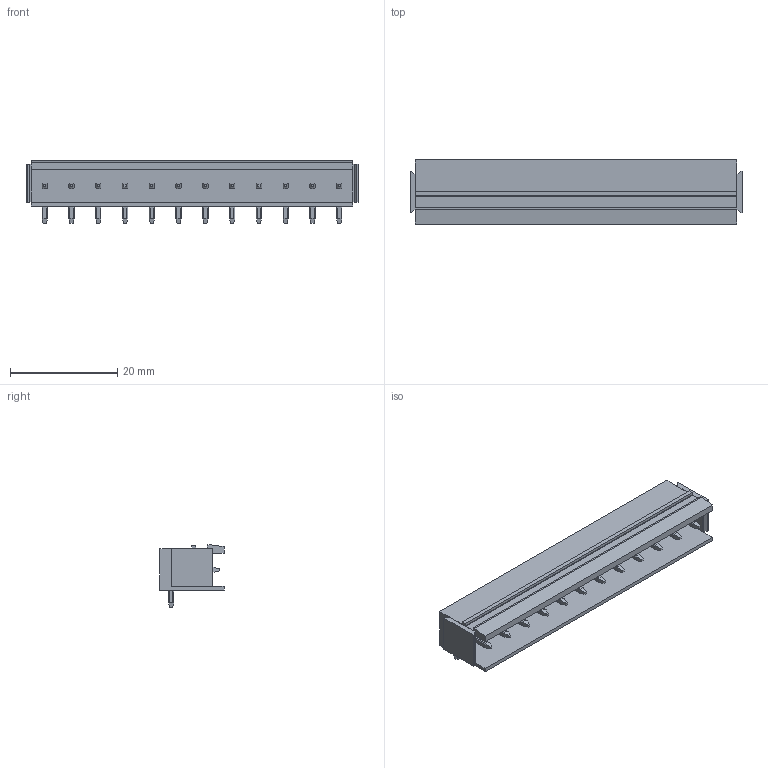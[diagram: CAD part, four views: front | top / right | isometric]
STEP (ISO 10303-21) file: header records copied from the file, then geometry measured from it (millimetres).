
FILE_DESCRIPTION(('CATIA V5 STEP Exchange','CAx-IF Rec.Pracs.--- Model Styling and Organization---1.2---2011-12-15'),'2;1');
FILE_NAME ('D1452923_0_1580960000_1580960000.stp','2018-10-13T04:39:20+00:00',('none'),('Weidmueller'),'CATIA Version 5-6 Release 2014','CATIA V5 STEP AP214','none');
FILE_SCHEMA(('AUTOMOTIVE_DESIGN { 1 0 10303 214 1 1 1 1 }'));
Length unit declared in the file: millimetre
Products named in the file (1): 1580960000
Bounding box: 62 x 12 x 11.7 mm (x, y, z)
Volume: 2788.8 mm3; surface area: 4728.1 mm2
Topology: 13 solids, 13 shells, 503 faces, 1323 edges, 846 vertices
Faces by surface type: plane 309, cylinder 194
Entity records: 13913 total; most frequent: CARTESIAN_POINT 3308, ORIENTED_EDGE 2646, DIRECTION 1345, EDGE_CURVE 1317, VERTEX_POINT 838, VECTOR 833, LINE 833, EDGE_LOOP 527
